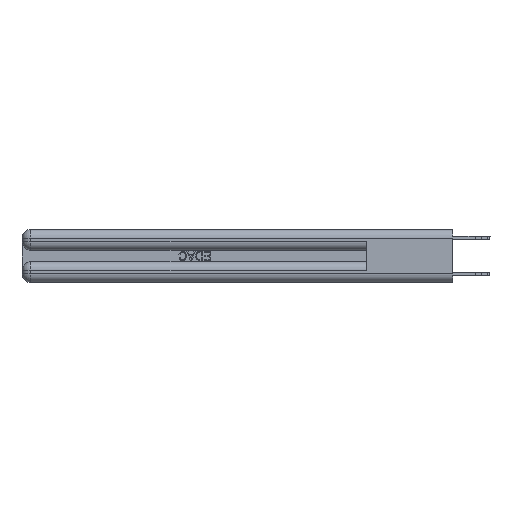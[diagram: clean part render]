
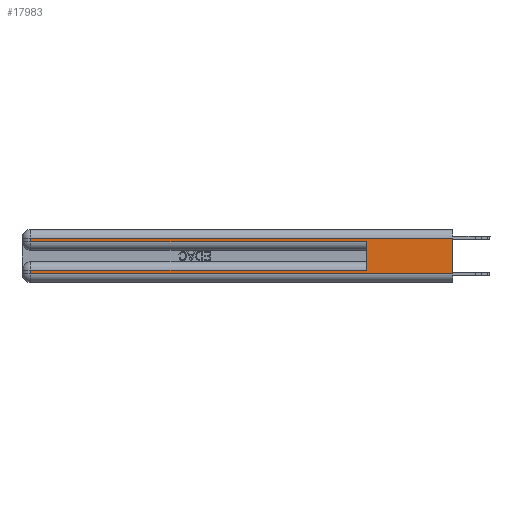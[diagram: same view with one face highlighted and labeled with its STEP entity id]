
A CAD part, left-side view. The second image highlights one B-rep face of the part: STEP entity #17983.
In plain terms, the highlighted planar face has unit normal (-1, 0, 0).
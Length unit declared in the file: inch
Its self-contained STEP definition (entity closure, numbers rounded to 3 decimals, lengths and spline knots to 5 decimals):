
#23 = CARTESIAN_POINT ( 'NONE',  ( 0., 2.94, 0.285 ) ) ;
#1675 = ORIENTED_EDGE ( 'NONE', *, *, #10477, .F. ) ;
#1760 = VERTEX_POINT ( 'NONE', #23 ) ;
#1938 = VERTEX_POINT ( 'NONE', #13723 ) ;
#2275 = LINE ( 'NONE', #23554, #8872 ) ;
#3603 = DIRECTION ( 'NONE',  ( 0., 1., 0. ) ) ;
#3986 = LINE ( 'NONE', #25119, #28917 ) ;
#4007 = CARTESIAN_POINT ( 'NONE',  ( 0., 2.94, 0.31 ) ) ;
#4112 = DIRECTION ( 'NONE',  ( 0., 0., -1. ) ) ;
#4304 = LINE ( 'NONE', #18687, #26132 ) ;
#4425 = VERTEX_POINT ( 'NONE', #15097 ) ;
#4460 = DIRECTION ( 'NONE',  ( 0., 0., -1. ) ) ;
#4597 = EDGE_CURVE ( 'NONE', #14086, #26303, #3986, .T. ) ;
#4907 = DIRECTION ( 'NONE',  ( 1., 0., 0. ) ) ;
#6181 = VECTOR ( 'NONE', #22010, 39.37008 ) ;
#7099 = VECTOR ( 'NONE', #25054, 39.37008 ) ;
#8588 = CARTESIAN_POINT ( 'NONE',  ( 0., 0., 0.085 ) ) ;
#8872 = VECTOR ( 'NONE', #11653, 39.37008 ) ;
#8938 = CARTESIAN_POINT ( 'NONE',  ( 0., 2.94, 0.37 ) ) ;
#9101 = LINE ( 'NONE', #8938, #12233 ) ;
#9726 = EDGE_CURVE ( 'NONE', #14086, #4425, #20187, .T. ) ;
#10093 = CARTESIAN_POINT ( 'NONE',  ( 0., 0.6, 0.285 ) ) ;
#10477 = EDGE_CURVE ( 'NONE', #15576, #21930, #12450, .T. ) ;
#10601 = ORIENTED_EDGE ( 'NONE', *, *, #23674, .T. ) ;
#10981 = CARTESIAN_POINT ( 'NONE',  ( 0., 0.6, 0.085 ) ) ;
#11100 = LINE ( 'NONE', #8588, #17534 ) ;
#11653 = DIRECTION ( 'NONE',  ( 0., -1., 0. ) ) ;
#12233 = VECTOR ( 'NONE', #4112, 39.37008 ) ;
#12450 = LINE ( 'NONE', #29061, #6181 ) ;
#12727 = CARTESIAN_POINT ( 'NONE',  ( 0., 0., 0.06 ) ) ;
#13723 = CARTESIAN_POINT ( 'NONE',  ( 0., 2.94, 0.06 ) ) ;
#14086 = VERTEX_POINT ( 'NONE', #19276 ) ;
#14835 = ORIENTED_EDGE ( 'NONE', *, *, #28383, .T. ) ;
#15097 = CARTESIAN_POINT ( 'NONE',  ( 0., 0., 0.06 ) ) ;
#15576 = VERTEX_POINT ( 'NONE', #10981 ) ;
#16320 = FACE_OUTER_BOUND ( 'NONE', #28203, .T. ) ;
#16461 = VERTEX_POINT ( 'NONE', #27608 ) ;
#17471 = AXIS2_PLACEMENT_3D ( 'NONE', #26354, #4907, #4460 ) ;
#17534 = VECTOR ( 'NONE', #3603, 39.37008 ) ;
#17983 = ADVANCED_FACE ( 'NONE', ( #16320 ), #25892, .F. ) ;
#18687 = CARTESIAN_POINT ( 'NONE',  ( 0., 2.94, 0.37 ) ) ;
#19276 = CARTESIAN_POINT ( 'NONE',  ( 0., 0., 0.31 ) ) ;
#20187 = LINE ( 'NONE', #27096, #7099 ) ;
#20824 = EDGE_CURVE ( 'NONE', #1938, #4425, #29960, .T. ) ;
#21262 = EDGE_CURVE ( 'NONE', #15576, #16461, #11100, .T. ) ;
#21930 = VERTEX_POINT ( 'NONE', #10093 ) ;
#22010 = DIRECTION ( 'NONE',  ( 0., 0., 1. ) ) ;
#22915 = DIRECTION ( 'NONE',  ( 0., 1., 0. ) ) ;
#23554 = CARTESIAN_POINT ( 'NONE',  ( 0., 0., 0.285 ) ) ;
#23674 = EDGE_CURVE ( 'NONE', #16461, #1938, #4304, .T. ) ;
#23780 = ORIENTED_EDGE ( 'NONE', *, *, #21262, .T. ) ;
#25054 = DIRECTION ( 'NONE',  ( 0., 0., -1. ) ) ;
#25119 = CARTESIAN_POINT ( 'NONE',  ( 0., 0., 0.31 ) ) ;
#25783 = ORIENTED_EDGE ( 'NONE', *, *, #20824, .T. ) ;
#25892 = PLANE ( 'NONE',  #17471 ) ;
#25896 = DIRECTION ( 'NONE',  ( 0., 0., -1. ) ) ;
#26132 = VECTOR ( 'NONE', #25896, 39.37008 ) ;
#26303 = VERTEX_POINT ( 'NONE', #4007 ) ;
#26354 = CARTESIAN_POINT ( 'NONE',  ( 0., 0., 0.37 ) ) ;
#26388 = ORIENTED_EDGE ( 'NONE', *, *, #4597, .T. ) ;
#27021 = VECTOR ( 'NONE', #29807, 39.37008 ) ;
#27096 = CARTESIAN_POINT ( 'NONE',  ( 0., 0., 0.37 ) ) ;
#27350 = ORIENTED_EDGE ( 'NONE', *, *, #9726, .F. ) ;
#27608 = CARTESIAN_POINT ( 'NONE',  ( 0., 2.94, 0.085 ) ) ;
#28203 = EDGE_LOOP ( 'NONE', ( #27350, #26388, #14835, #30307, #1675, #23780, #10601, #25783 ) ) ;
#28383 = EDGE_CURVE ( 'NONE', #26303, #1760, #9101, .T. ) ;
#28917 = VECTOR ( 'NONE', #22915, 39.37008 ) ;
#29061 = CARTESIAN_POINT ( 'NONE',  ( 0., 0.6, 0.145 ) ) ;
#29807 = DIRECTION ( 'NONE',  ( 0., -1., 0. ) ) ;
#29942 = EDGE_CURVE ( 'NONE', #1760, #21930, #2275, .T. ) ;
#29960 = LINE ( 'NONE', #12727, #27021 ) ;
#30307 = ORIENTED_EDGE ( 'NONE', *, *, #29942, .T. ) ;
